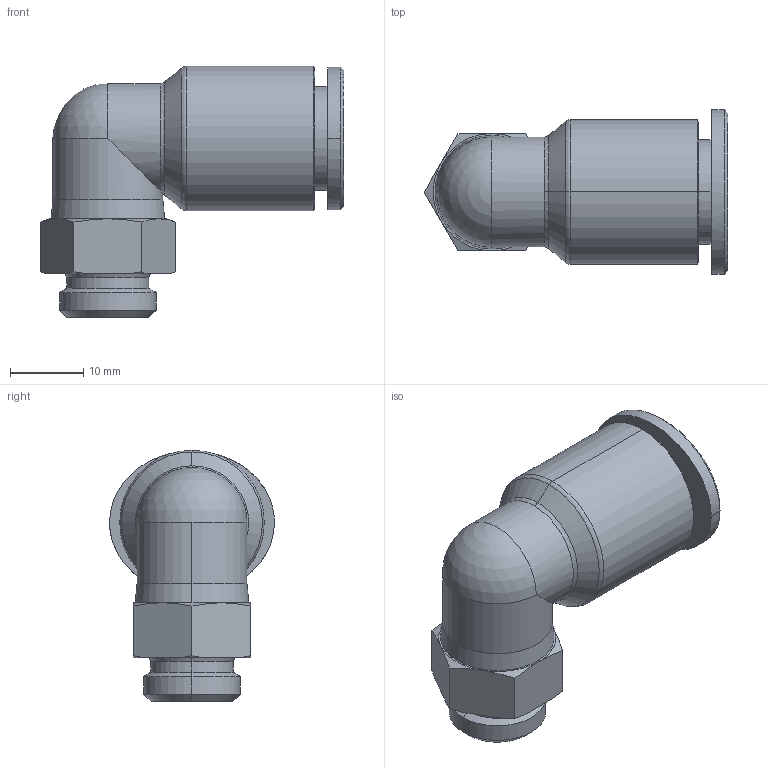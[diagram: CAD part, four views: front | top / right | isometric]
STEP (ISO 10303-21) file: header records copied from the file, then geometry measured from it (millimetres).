
FILE_DESCRIPTION((''),'2;1');
FILE_NAME('GPL 12G02(3D).stp','2017-07-17T11:22:07',(''),(''),'Mechanical Desktop 2009','Mechanical Desktop 2009',', , ');
FILE_SCHEMA(('CONFIG_CONTROL_DESIGN'));
Length unit declared in the file: millimetre
Products named in the file (3): GPL 12G02(3D); ºÎÇ°1; RM_SDB
Assembly tree (2 placements, depth 2):
  GPL 12G02(3D)
    ºÎÇ°1
    RM_SDB
Bounding box: 41.44 x 22.5 x 34.3 mm (x, y, z)
Volume: 9496.8 mm3; surface area: 5084.9 mm2
Topology: 1 solids, 1 shells, 407 faces, 1139 edges, 748 vertices
Faces by surface type: plane 346, cone 32, cylinder 16, bspline 10, torus 2, sphere 1
Entity records: 13437 total; most frequent: CARTESIAN_POINT 2935, ORIENTED_EDGE 2270, DIRECTION 1968, EDGE_CURVE 1135, VECTOR 1020, LINE 1020, VERTEX_POINT 747, AXIS2_PLACEMENT_3D 474
